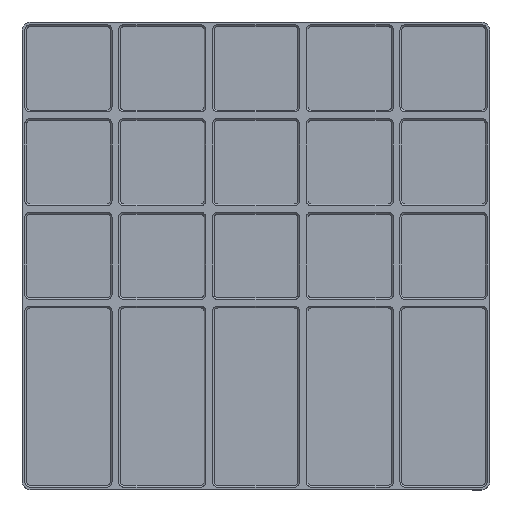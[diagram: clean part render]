
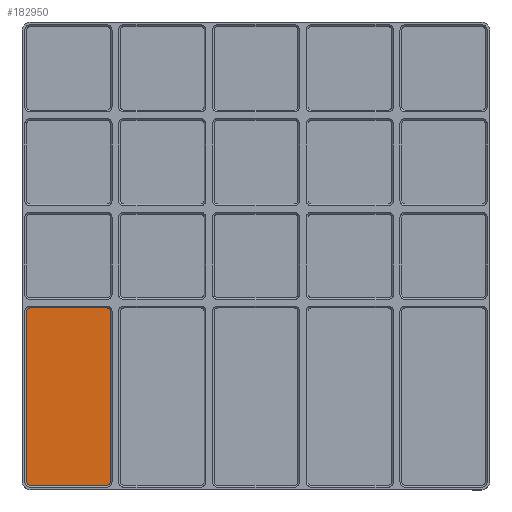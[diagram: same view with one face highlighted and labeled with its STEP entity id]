
A CAD part, top view. The second image highlights one B-rep face of the part: STEP entity #182950.
In plain terms, the highlighted planar face has unit normal (0, 0, 1).
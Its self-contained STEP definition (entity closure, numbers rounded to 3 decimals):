
#105980=CARTESIAN_POINT('',(87.85,165.75,7.));
#105990=VERTEX_POINT('',#105980);
#106020=CARTESIAN_POINT('',(87.85,164.15,7.));
#106030=DIRECTION('',(0.,0.,-1.));
#106040=DIRECTION('',(1.,0.,0.));
#106050=AXIS2_PLACEMENT_3D('',#106020,#106030,#106040);
#106060=CIRCLE('',#106050,1.6);
#106070=CARTESIAN_POINT('',(86.25,164.15,7.));
#106080=VERTEX_POINT('',#106070);
#106090=EDGE_CURVE('',#106080,#105990,#106060,.T.);
#107300=CARTESIAN_POINT('',(123.75,87.85,7.));
#107310=VERTEX_POINT('',#107300);
#107340=CARTESIAN_POINT('',(123.75,121.,7.));
#107350=DIRECTION('',(0.,-1.,0.));
#107360=VECTOR('',#107350,1.);
#107370=LINE('',#107340,#107360);
#107380=CARTESIAN_POINT('',(123.75,164.15,7.));
#107390=VERTEX_POINT('',#107380);
#107400=EDGE_CURVE('',#107390,#107310,#107370,.T.);
#176680=CARTESIAN_POINT('',(86.25,131.,7.));
#176690=DIRECTION('',(0.,1.,0.));
#176700=VECTOR('',#176690,1.);
#176710=LINE('',#176680,#176700);
#176720=CARTESIAN_POINT('',(86.25,87.85,7.));
#176730=VERTEX_POINT('',#176720);
#176740=EDGE_CURVE('',#176730,#106080,#176710,.T.);
#179150=CARTESIAN_POINT('',(87.85,87.85,7.));
#179160=DIRECTION('',(0.,0.,-1.));
#179170=DIRECTION('',(1.,0.,0.));
#179180=AXIS2_PLACEMENT_3D('',#179150,#179160,#179170);
#179190=CIRCLE('',#179180,1.6);
#179200=CARTESIAN_POINT('',(87.85,86.25,7.));
#179210=VERTEX_POINT('',#179200);
#179220=EDGE_CURVE('',#179210,#176730,#179190,.T.);
#180190=CARTESIAN_POINT('',(122.15,86.25,7.));
#180200=VERTEX_POINT('',#180190);
#180230=CARTESIAN_POINT('',(122.15,87.85,7.));
#180240=DIRECTION('',(0.,0.,-1.));
#180250=DIRECTION('',(1.,0.,0.));
#180260=AXIS2_PLACEMENT_3D('',#180230,#180240,#180250);
#180270=CIRCLE('',#180260,1.6);
#180280=EDGE_CURVE('',#107310,#180200,#180270,.T.);
#182620=CARTESIAN_POINT('',(105.,147.,7.));
#182630=DIRECTION('',(0.,0.,1.));
#182640=DIRECTION('',(-1.,0.,0.));
#182650=AXIS2_PLACEMENT_3D('',#182620,#182630,#182640);
#182660=PLANE('',#182650);
#182670=ORIENTED_EDGE('',*,*,#180280,.F.);
#182680=CARTESIAN_POINT('',(121.,86.25,7.));
#182690=DIRECTION('',(-1.,0.,0.));
#182700=VECTOR('',#182690,1.);
#182710=LINE('',#182680,#182700);
#182720=EDGE_CURVE('',#180200,#179210,#182710,.T.);
#182730=ORIENTED_EDGE('',*,*,#182720,.F.);
#182740=ORIENTED_EDGE('',*,*,#179220,.F.);
#182750=ORIENTED_EDGE('',*,*,#176740,.F.);
#182760=ORIENTED_EDGE('',*,*,#106090,.F.);
#182770=CARTESIAN_POINT('',(89.,165.75,7.));
#182780=DIRECTION('',(1.,0.,0.));
#182790=VECTOR('',#182780,1.);
#182800=LINE('',#182770,#182790);
#182810=CARTESIAN_POINT('',(122.15,165.75,7.));
#182820=VERTEX_POINT('',#182810);
#182830=EDGE_CURVE('',#105990,#182820,#182800,.T.);
#182840=ORIENTED_EDGE('',*,*,#182830,.F.);
#182850=CARTESIAN_POINT('',(122.15,164.15,7.));
#182860=DIRECTION('',(0.,0.,-1.));
#182870=DIRECTION('',(1.,0.,0.));
#182880=AXIS2_PLACEMENT_3D('',#182850,#182860,#182870);
#182890=CIRCLE('',#182880,1.6);
#182900=EDGE_CURVE('',#182820,#107390,#182890,.T.);
#182910=ORIENTED_EDGE('',*,*,#182900,.F.);
#182920=ORIENTED_EDGE('',*,*,#107400,.F.);
#182930=EDGE_LOOP('',(#182920,#182910,#182840,#182760,#182750,#182740,
#182730,#182670));
#182940=FACE_OUTER_BOUND('',#182930,.T.);
#182950=ADVANCED_FACE('',(#182940),#182660,.T.);
